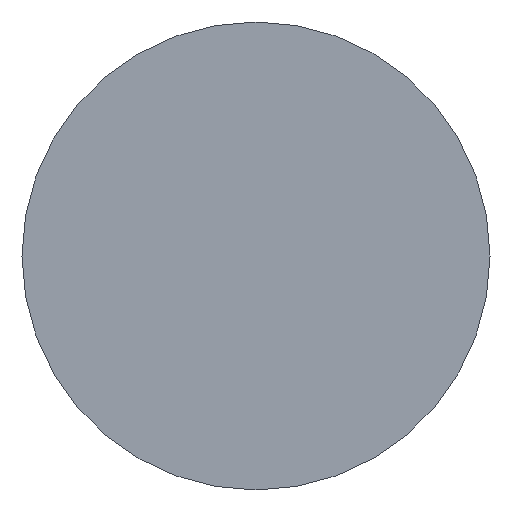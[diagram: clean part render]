
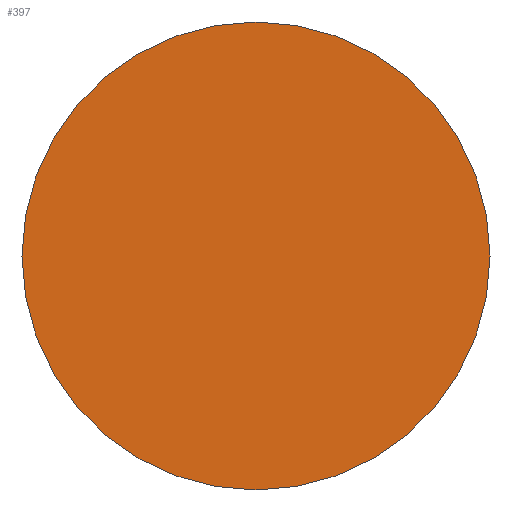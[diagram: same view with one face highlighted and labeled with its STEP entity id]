
A CAD part, front view. The second image highlights one B-rep face of the part: STEP entity #397.
In plain terms, the highlighted planar face has unit normal (0, -1, 0).
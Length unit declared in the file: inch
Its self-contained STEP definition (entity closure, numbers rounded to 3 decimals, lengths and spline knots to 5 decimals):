
#18 = EDGE_LOOP ( 'NONE', ( #202, #145 ) ) ;
#48 = DIRECTION ( 'NONE',  ( 0., -1., 0. ) ) ;
#53 = AXIS2_PLACEMENT_3D ( 'NONE', #85, #372, #447 ) ;
#67 = DIRECTION ( 'NONE',  ( 0., 0., -1. ) ) ;
#85 = CARTESIAN_POINT ( 'NONE',  ( 0., 0., 0. ) ) ;
#145 = ORIENTED_EDGE ( 'NONE', *, *, #351, .T. ) ;
#164 = CARTESIAN_POINT ( 'NONE',  ( 0., 0., 0. ) ) ;
#195 = DIRECTION ( 'NONE',  ( 0., -1., 0. ) ) ;
#202 = ORIENTED_EDGE ( 'NONE', *, *, #287, .T. ) ;
#211 = AXIS2_PLACEMENT_3D ( 'NONE', #369, #48, #302 ) ;
#250 = CARTESIAN_POINT ( 'NONE',  ( 0., 0., -0.0625 ) ) ;
#255 = AXIS2_PLACEMENT_3D ( 'NONE', #164, #195, #67 ) ;
#261 = VERTEX_POINT ( 'NONE', #250 ) ;
#275 = CIRCLE ( 'NONE', #53, 0.0625 ) ;
#278 = PLANE ( 'NONE',  #255 ) ;
#287 = EDGE_CURVE ( 'NONE', #261, #437, #275, .T. ) ;
#302 = DIRECTION ( 'NONE',  ( 0., 0., -1. ) ) ;
#347 = CARTESIAN_POINT ( 'NONE',  ( 0., 0., 0.0625 ) ) ;
#351 = EDGE_CURVE ( 'NONE', #437, #261, #386, .T. ) ;
#369 = CARTESIAN_POINT ( 'NONE',  ( 0., 0., 0. ) ) ;
#372 = DIRECTION ( 'NONE',  ( 0., -1., 0. ) ) ;
#386 = CIRCLE ( 'NONE', #211, 0.0625 ) ;
#397 = ADVANCED_FACE ( 'NONE', ( #451 ), #278, .T. ) ;
#437 = VERTEX_POINT ( 'NONE', #347 ) ;
#447 = DIRECTION ( 'NONE',  ( 0., 0., -1. ) ) ;
#451 = FACE_OUTER_BOUND ( 'NONE', #18, .T. ) ;
